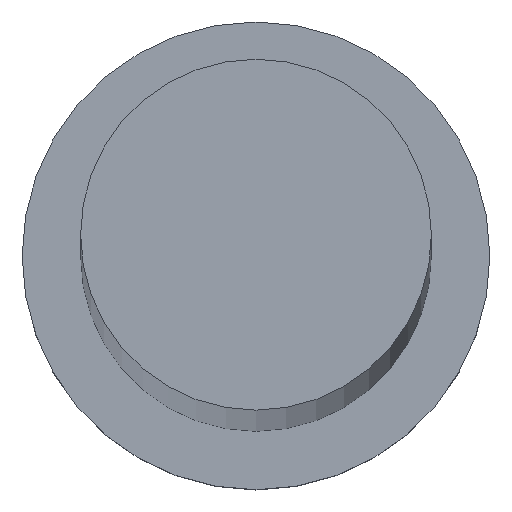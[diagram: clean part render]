
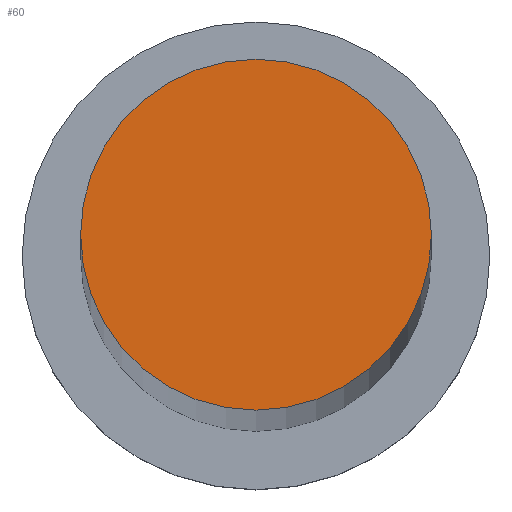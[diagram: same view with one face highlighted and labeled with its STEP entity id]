
A CAD part, top view. The second image highlights one B-rep face of the part: STEP entity #60.
In plain terms, the highlighted planar face has unit normal (0, 0, 1).
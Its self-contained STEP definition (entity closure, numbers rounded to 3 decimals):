
#26 = ORIENTED_EDGE ( 'NONE', *, *, #150, .T. ) ;
#27 = FACE_OUTER_BOUND ( 'NONE', #176, .T. ) ;
#38 = EDGE_CURVE ( 'NONE', #119, #245, #69, .T. ) ;
#49 = ORIENTED_EDGE ( 'NONE', *, *, #38, .T. ) ;
#60 = ADVANCED_FACE ( 'NONE', ( #27 ), #104, .T. ) ;
#64 = DIRECTION ( 'NONE',  ( 1., 0., 0. ) ) ;
#67 = CARTESIAN_POINT ( 'NONE',  ( -9., 0., 630. ) ) ;
#69 = CIRCLE ( 'NONE', #189, 9. ) ;
#89 = DIRECTION ( 'NONE',  ( 0., 0., 1. ) ) ;
#90 = DIRECTION ( 'NONE',  ( 0., 0., 1. ) ) ;
#102 = DIRECTION ( 'NONE',  ( 1., 0., 0. ) ) ;
#104 = PLANE ( 'NONE',  #223 ) ;
#119 = VERTEX_POINT ( 'NONE', #67 ) ;
#137 = CARTESIAN_POINT ( 'NONE',  ( 0., 0., 630. ) ) ;
#150 = EDGE_CURVE ( 'NONE', #245, #119, #153, .T. ) ;
#153 = CIRCLE ( 'NONE', #155, 9. ) ;
#155 = AXIS2_PLACEMENT_3D ( 'NONE', #243, #89, #102 ) ;
#162 = CARTESIAN_POINT ( 'NONE',  ( 0., 0., 630. ) ) ;
#176 = EDGE_LOOP ( 'NONE', ( #49, #26 ) ) ;
#187 = CARTESIAN_POINT ( 'NONE',  ( 9., 0., 630. ) ) ;
#189 = AXIS2_PLACEMENT_3D ( 'NONE', #137, #90, #64 ) ;
#219 = DIRECTION ( 'NONE',  ( 1., 0., 0. ) ) ;
#223 = AXIS2_PLACEMENT_3D ( 'NONE', #162, #247, #219 ) ;
#243 = CARTESIAN_POINT ( 'NONE',  ( 0., 0., 630. ) ) ;
#245 = VERTEX_POINT ( 'NONE', #187 ) ;
#247 = DIRECTION ( 'NONE',  ( 0., 0., 1. ) ) ;
